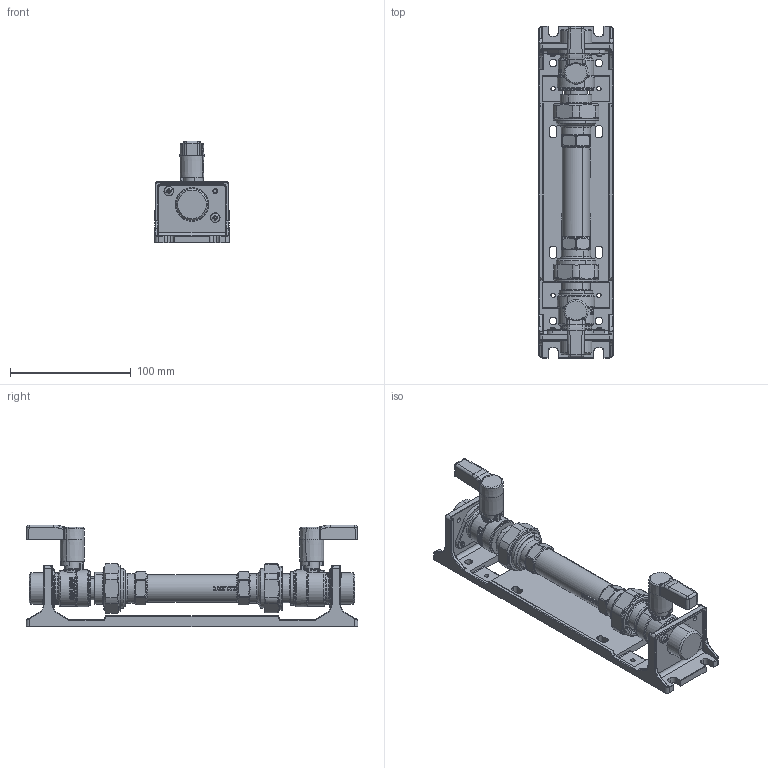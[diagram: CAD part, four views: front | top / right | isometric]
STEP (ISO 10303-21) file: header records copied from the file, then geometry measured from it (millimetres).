
FILE_DESCRIPTION(('CATIA V5 STEP Exchange','CAx-IF Rec.Pracs.--- Model Styling and Organization---1.4--- 2014-01-23','CAx-IF Rec.Pracs.---3D Tessellated Data Validation Properties---0.5---2014-09-14'),'2;1');
FILE_NAME('STEP_700009_-_TST.stp','2020-10-14T14:22:59+00:00',('none'),('none'),'CATIA Version 5-6 Release 2019 SP3','CATIA V5 STEP AP242 v1','none');
FILE_SCHEMA(('AP242_MANAGED_MODEL_BASED_3D_ENGINEERING_MIM_LF {1 0 10303 442 1 1 4}'));
Products named in the file (1): 700009 - TST
Bounding box: 61.89 x 275.5 x 84.6 mm (x, y, z)
Volume: 271246.9 mm3; surface area: 98259.7 mm2
Topology: 24 solids, 28 shells, 3323 faces, 7883 edges, 4570 vertices
Faces by surface type: bspline 1014, cylinder 724, plane 550, torus 412, cone 336, extrusion 179, sphere 108
Entity records: 151006 total; most frequent: CARTESIAN_POINT 85578, ORIENTED_EDGE 15518, DIRECTION 8171, EDGE_CURVE 7759, VERTEX_POINT 4570, AXIS2_PLACEMENT_3D 3971, B_SPLINE_CURVE_WITH_KNOTS 3496, EDGE_LOOP 3457
